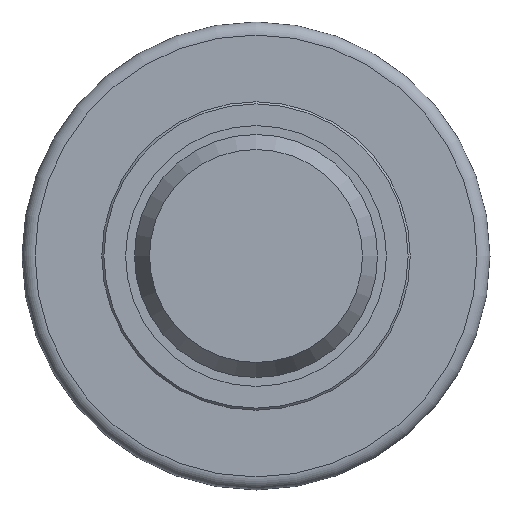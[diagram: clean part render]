
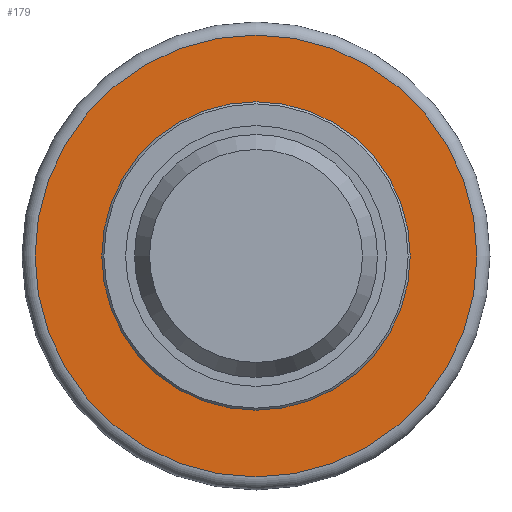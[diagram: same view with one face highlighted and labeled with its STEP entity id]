
A CAD part, left-side view. The second image highlights one B-rep face of the part: STEP entity #179.
In plain terms, the highlighted planar face has unit normal (-1, 0, 0).
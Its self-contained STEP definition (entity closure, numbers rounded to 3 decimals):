
#22=FACE_BOUND('',#50,.T.);
#25=PLANE('',#213);
#34=FACE_OUTER_BOUND('',#49,.T.);
#49=EDGE_LOOP('',(#144));
#50=EDGE_LOOP('',(#145));
#75=CIRCLE('',#212,35.5);
#76=CIRCLE('',#214,50.85);
#92=VERTEX_POINT('',#320);
#93=VERTEX_POINT('',#324);
#110=EDGE_CURVE('',#92,#92,#75,.T.);
#112=EDGE_CURVE('',#93,#93,#76,.T.);
#144=ORIENTED_EDGE('',*,*,#112,.F.);
#145=ORIENTED_EDGE('',*,*,#110,.T.);
#179=ADVANCED_FACE('',(#34,#22),#25,.T.);
#212=AXIS2_PLACEMENT_3D('',#321,#259,#260);
#213=AXIS2_PLACEMENT_3D('',#323,#262,#263);
#214=AXIS2_PLACEMENT_3D('',#325,#264,#265);
#259=DIRECTION('center_axis',(1.,0.,0.));
#260=DIRECTION('ref_axis',(0.,0.,-1.));
#262=DIRECTION('center_axis',(-1.,0.,0.));
#263=DIRECTION('ref_axis',(0.,0.,1.));
#264=DIRECTION('center_axis',(1.,0.,0.));
#265=DIRECTION('ref_axis',(0.,0.,-1.));
#320=CARTESIAN_POINT('',(-1.75,-35.5,0.));
#321=CARTESIAN_POINT('Origin',(-1.75,0.,0.));
#323=CARTESIAN_POINT('Origin',(-1.75,50.85,0.));
#324=CARTESIAN_POINT('',(-1.75,0.,50.85));
#325=CARTESIAN_POINT('Origin',(-1.75,0.,0.));
